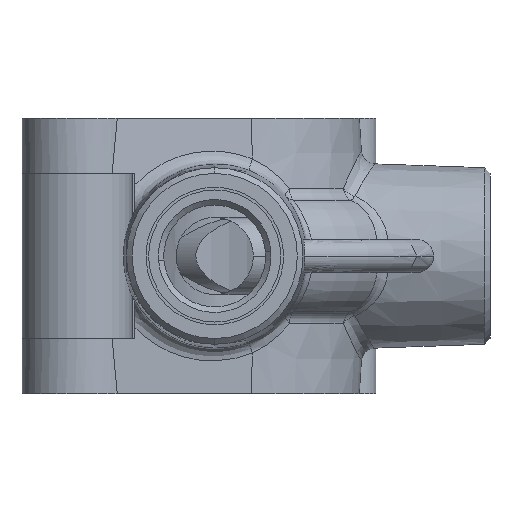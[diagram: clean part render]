
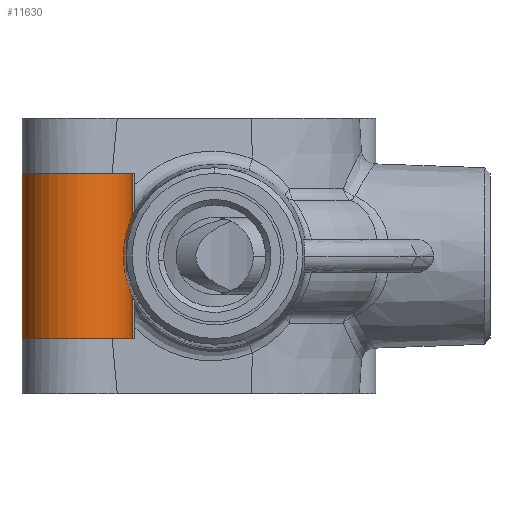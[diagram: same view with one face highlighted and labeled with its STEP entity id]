
A CAD part, front view. The second image highlights one B-rep face of the part: STEP entity #11630.
In plain terms, the highlighted cylindrical face has radius 10 mm (diameter 20 mm), a partial arc.
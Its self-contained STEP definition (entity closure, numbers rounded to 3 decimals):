
#18 = EDGE_CURVE ( 'NONE', #783, #785, #3459, .T. ) ;
#768 = VERTEX_POINT ( 'NONE', #2508 ) ;
#772 = VERTEX_POINT ( 'NONE', #2512 ) ;
#774 = VERTEX_POINT ( 'NONE', #2514 ) ;
#776 = VERTEX_POINT ( 'NONE', #2516 ) ;
#777 = VERTEX_POINT ( 'NONE', #2517 ) ;
#778 = VERTEX_POINT ( 'NONE', #2518 ) ;
#779 = VERTEX_POINT ( 'NONE', #2519 ) ;
#783 = VERTEX_POINT ( 'NONE', #2523 ) ;
#785 = VERTEX_POINT ( 'NONE', #2525 ) ;
#1603 = LINE ( 'NONE', #3854, #10267 ) ;
#2072 = FACE_OUTER_BOUND ( 'NONE', #5339, .T. ) ;
#2073 = CYLINDRICAL_SURFACE ( 'NONE', #8525, 10. ) ;
#2508 = CARTESIAN_POINT ( 'NONE',  ( -57.393, 1.07, 15. ) ) ;
#2512 = CARTESIAN_POINT ( 'NONE',  ( -75.408, 7.05, 10.491 ) ) ;
#2514 = CARTESIAN_POINT ( 'NONE',  ( -75.001, 7.56, 15. ) ) ;
#2516 = CARTESIAN_POINT ( 'NONE',  ( -76.238, 5.735, 10.121 ) ) ;
#2517 = CARTESIAN_POINT ( 'NONE',  ( -77.03, 3.737, 0. ) ) ;
#2518 = CARTESIAN_POINT ( 'NONE',  ( -76.238, 5.735, -10.121 ) ) ;
#2519 = CARTESIAN_POINT ( 'NONE',  ( -57.393, 1.07, -15. ) ) ;
#2523 = CARTESIAN_POINT ( 'NONE',  ( -75.408, 7.05, -10.491 ) ) ;
#2525 = CARTESIAN_POINT ( 'NONE',  ( -75.001, 7.56, -15. ) ) ;
#3348 = CARTESIAN_POINT ( 'NONE',  ( -67.393, 1.07, -15. ) ) ;
#3349 = DIRECTION ( 'NONE',  ( 0., 0., 1. ) ) ;
#3350 = DIRECTION ( 'NONE',  ( 1., 0., 0. ) ) ;
#3357 = CARTESIAN_POINT ( 'NONE',  ( -76.238, 5.735, -10.121 ) ) ;
#3358 = CARTESIAN_POINT ( 'NONE',  ( -76.113, 5.972, -10.146 ) ) ;
#3359 = CARTESIAN_POINT ( 'NONE',  ( -75.979, 6.202, -10.18 ) ) ;
#3360 = CARTESIAN_POINT ( 'NONE',  ( -75.769, 6.534, -10.262 ) ) ;
#3361 = CARTESIAN_POINT ( 'NONE',  ( -75.697, 6.643, -10.295 ) ) ;
#3362 = CARTESIAN_POINT ( 'NONE',  ( -75.551, 6.854, -10.377 ) ) ;
#3363 = CARTESIAN_POINT ( 'NONE',  ( -75.478, 6.955, -10.427 ) ) ;
#3364 = CARTESIAN_POINT ( 'NONE',  ( -75.408, 7.05, -10.491 ) ) ;
#3374 = CARTESIAN_POINT ( 'NONE',  ( -77.03, 3.737, 0. ) ) ;
#3375 = CARTESIAN_POINT ( 'NONE',  ( -76.839, 4.43, -0.865 ) ) ;
#3376 = CARTESIAN_POINT ( 'NONE',  ( -76.573, 5.099, -4.252 ) ) ;
#3377 = CARTESIAN_POINT ( 'NONE',  ( -76.238, 5.735, -10.121 ) ) ;
#3382 = CARTESIAN_POINT ( 'NONE',  ( -76.238, 5.735, 10.121 ) ) ;
#3383 = CARTESIAN_POINT ( 'NONE',  ( -76.573, 5.099, 4.252 ) ) ;
#3384 = CARTESIAN_POINT ( 'NONE',  ( -76.839, 4.43, 0.865 ) ) ;
#3385 = CARTESIAN_POINT ( 'NONE',  ( -77.03, 3.737, 0. ) ) ;
#3404 = CARTESIAN_POINT ( 'NONE',  ( -75.001, 7.56, 15. ) ) ;
#3405 = CARTESIAN_POINT ( 'NONE',  ( -75.142, 7.394, 13.367 ) ) ;
#3406 = CARTESIAN_POINT ( 'NONE',  ( -75.278, 7.224, 11.863 ) ) ;
#3407 = CARTESIAN_POINT ( 'NONE',  ( -75.408, 7.05, 10.491 ) ) ;
#3459 =( BOUNDED_CURVE ( )  B_SPLINE_CURVE ( 3, ( #8316, #8315, #8314, #8313 ),
 .UNSPECIFIED., .F., .T. ) 
 B_SPLINE_CURVE_WITH_KNOTS ( ( 4, 4 ),
 ( 0.328, 0.393 ),
 .UNSPECIFIED. ) 
 CURVE ( )  GEOMETRIC_REPRESENTATION_ITEM ( )  RATIONAL_B_SPLINE_CURVE ( ( 1., 1., 1., 1. ) ) 
 REPRESENTATION_ITEM ( '' )  );
#3460 =( BOUNDED_CURVE ( )  B_SPLINE_CURVE ( 3, ( #3404, #3405, #3406, #3407 ),
 .UNSPECIFIED., .F., .T. ) 
 B_SPLINE_CURVE_WITH_KNOTS ( ( 4, 4 ),
 ( 2.749, 2.814 ),
 .UNSPECIFIED. ) 
 CURVE ( )  GEOMETRIC_REPRESENTATION_ITEM ( )  RATIONAL_B_SPLINE_CURVE ( ( 1., 1., 1., 1. ) ) 
 REPRESENTATION_ITEM ( '' )  );
#3461 =( BOUNDED_CURVE ( )  B_SPLINE_CURVE ( 3, ( #3382, #3383, #3384, #3385 ),
 .UNSPECIFIED., .F., .T. ) 
 B_SPLINE_CURVE_WITH_KNOTS ( ( 4, 4 ),
 ( 2.889, 3.105 ),
 .UNSPECIFIED. ) 
 CURVE ( )  GEOMETRIC_REPRESENTATION_ITEM ( )  RATIONAL_B_SPLINE_CURVE ( ( 1., 0.996, 0.996, 1. ) ) 
 REPRESENTATION_ITEM ( '' )  );
#3462 =( BOUNDED_CURVE ( )  B_SPLINE_CURVE ( 3, ( #3374, #3375, #3376, #3377 ),
 .UNSPECIFIED., .F., .T. ) 
 B_SPLINE_CURVE_WITH_KNOTS ( ( 4, 4 ),
 ( 0.037, 0.252 ),
 .UNSPECIFIED. ) 
 CURVE ( )  GEOMETRIC_REPRESENTATION_ITEM ( )  RATIONAL_B_SPLINE_CURVE ( ( 1., 0.996, 0.996, 1. ) ) 
 REPRESENTATION_ITEM ( '' )  );
#3843 = CARTESIAN_POINT ( 'NONE',  ( -67.393, 1.07, 15. ) ) ;
#3844 = DIRECTION ( 'NONE',  ( 0., 0., -1. ) ) ;
#3845 = DIRECTION ( 'NONE',  ( -1., 0., 0. ) ) ;
#3846 = CARTESIAN_POINT ( 'NONE',  ( -75.408, 7.05, 10.491 ) ) ;
#3847 = CARTESIAN_POINT ( 'NONE',  ( -75.478, 6.955, 10.427 ) ) ;
#3848 = CARTESIAN_POINT ( 'NONE',  ( -75.552, 6.853, 10.377 ) ) ;
#3849 = CARTESIAN_POINT ( 'NONE',  ( -75.697, 6.642, 10.294 ) ) ;
#3850 = CARTESIAN_POINT ( 'NONE',  ( -75.769, 6.533, 10.262 ) ) ;
#3851 = CARTESIAN_POINT ( 'NONE',  ( -75.98, 6.201, 10.18 ) ) ;
#3852 = CARTESIAN_POINT ( 'NONE',  ( -76.113, 5.972, 10.146 ) ) ;
#3853 = CARTESIAN_POINT ( 'NONE',  ( -76.238, 5.735, 10.121 ) ) ;
#3854 = CARTESIAN_POINT ( 'NONE',  ( -57.393, 1.07, -25. ) ) ;
#3855 = DIRECTION ( 'NONE',  ( 0., 0., 1. ) ) ;
#5215 = ORIENTED_EDGE ( 'NONE', *, *, #6090, .T. ) ;
#5216 = ORIENTED_EDGE ( 'NONE', *, *, #6083, .T. ) ;
#5217 = ORIENTED_EDGE ( 'NONE', *, *, #6091, .T. ) ;
#5218 = ORIENTED_EDGE ( 'NONE', *, *, #6073, .T. ) ;
#5219 = ORIENTED_EDGE ( 'NONE', *, *, #6078, .T. ) ;
#5220 = ORIENTED_EDGE ( 'NONE', *, *, #6076, .T. ) ;
#5221 = ORIENTED_EDGE ( 'NONE', *, *, #18, .T. ) ;
#5222 = ORIENTED_EDGE ( 'NONE', *, *, #6069, .T. ) ;
#5223 = ORIENTED_EDGE ( 'NONE', *, *, #6092, .T. ) ;
#5339 = EDGE_LOOP ( 'NONE', ( #5215, #5216, #5217, #5219, #5220, #5218, #5221, #5222, #5223 ) ) ;
#6069 = EDGE_CURVE ( 'NONE', #785, #779, #10246, .T. ) ;
#6073 = EDGE_CURVE ( 'NONE', #778, #783, #8137, .T. ) ;
#6076 = EDGE_CURVE ( 'NONE', #777, #778, #3462, .T. ) ;
#6078 = EDGE_CURVE ( 'NONE', #776, #777, #3461, .T. ) ;
#6083 = EDGE_CURVE ( 'NONE', #774, #772, #3460, .T. ) ;
#6090 = EDGE_CURVE ( 'NONE', #768, #774, #10264, .T. ) ;
#6091 = EDGE_CURVE ( 'NONE', #772, #776, #8143, .T. ) ;
#6092 = EDGE_CURVE ( 'NONE', #779, #768, #1603, .T. ) ;
#8137 = B_SPLINE_CURVE_WITH_KNOTS ( 'NONE', 3,
 ( #3357, #3358, #3359, #3360, #3361, #3362, #3363, #3364 ),
 .UNSPECIFIED., .F., .F.,
 ( 4, 2, 2, 4 ),
 ( -0.001, 0., 0., 0. ),
 .UNSPECIFIED. ) ;
#8143 = B_SPLINE_CURVE_WITH_KNOTS ( 'NONE', 3,
 ( #3846, #3847, #3848, #3849, #3850, #3851, #3852, #3853 ),
 .UNSPECIFIED., .F., .F.,
 ( 4, 2, 2, 4 ),
 ( 0.001, 0.001, 0.001, 0.002 ),
 .UNSPECIFIED. ) ;
#8313 = CARTESIAN_POINT ( 'NONE',  ( -75.001, 7.56, -15. ) ) ;
#8314 = CARTESIAN_POINT ( 'NONE',  ( -75.142, 7.394, -13.367 ) ) ;
#8315 = CARTESIAN_POINT ( 'NONE',  ( -75.278, 7.224, -11.863 ) ) ;
#8316 = CARTESIAN_POINT ( 'NONE',  ( -75.408, 7.05, -10.491 ) ) ;
#8525 = AXIS2_PLACEMENT_3D ( 'NONE', #10627, #10628, #10629 ) ;
#10246 = CIRCLE ( 'NONE', #10249, 10. ) ;
#10249 = AXIS2_PLACEMENT_3D ( 'NONE', #3348, #3349, #3350 ) ;
#10264 = CIRCLE ( 'NONE', #10266, 10. ) ;
#10266 = AXIS2_PLACEMENT_3D ( 'NONE', #3843, #3844, #3845 ) ;
#10267 = VECTOR ( 'NONE', #3855, 1000. ) ;
#10627 = CARTESIAN_POINT ( 'NONE',  ( -67.393, 1.07, -25. ) ) ;
#10628 = DIRECTION ( 'NONE',  ( 0., 0., 1. ) ) ;
#10629 = DIRECTION ( 'NONE',  ( 1., 0., 0. ) ) ;
#11630 = ADVANCED_FACE ( 'NONE', ( #2072 ), #2073, .T. ) ;
